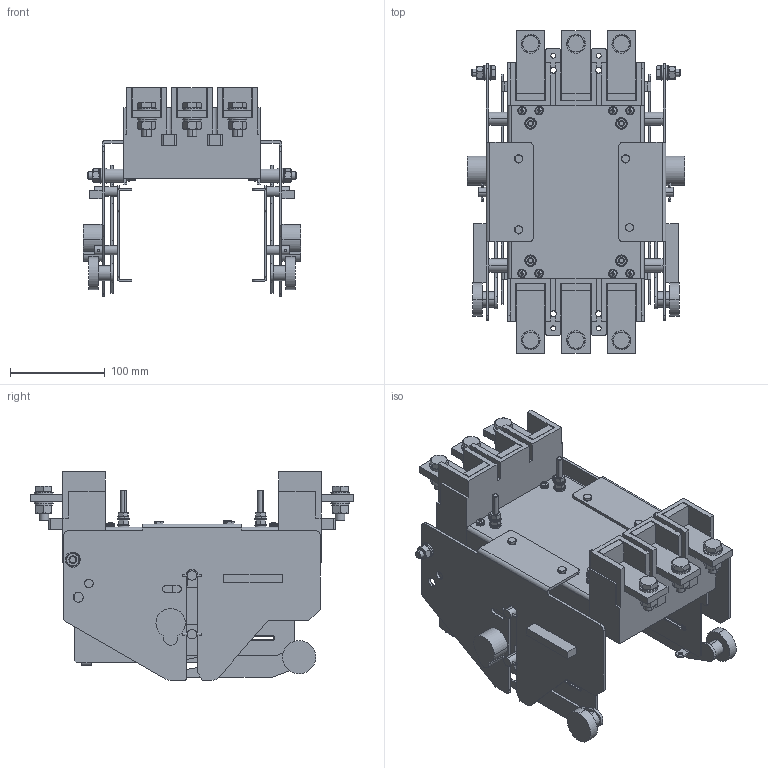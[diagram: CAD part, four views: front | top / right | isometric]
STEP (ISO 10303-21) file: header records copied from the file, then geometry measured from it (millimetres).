
FILE_DESCRIPTION (( 'STEP AP214' ), '1' );
FILE_NAME ('mccb-3-dod33F-400A.ÃÌ Ïàíåëü âûêàòíàÿ AV POWER-3-3 400 ïåðåäíåãî ïðèñîåä..STEP', '2024-12-17T10:49:22', ( '' ), ( '' ), 'SwSTEP 2.0', 'SolidWorks 2021', '' );
FILE_SCHEMA (( 'AUTOMOTIVE_DESIGN' ));
Length unit declared in the file: millimetre
Products named in the file (1): mccb-3-dod33F-400A.ÃÌ Ïàíåëü âûêàòíàÿ AV POWER-3-3 400 ïåðåäíåãî ïðèñîåä.
Bounding box: 230 x 341 x 220.5 mm (x, y, z)
Volume: 1758599.9 mm3; surface area: 668256.6 mm2
Topology: 155 solids, 155 shells, 2910 faces, 6636 edges, 4076 vertices
Faces by surface type: plane 1428, cylinder 682, cone 640, torus 144, sphere 16
Entity records: 95542 total; most frequent: CARTESIAN_POINT 26669, DIRECTION 13862, ORIENTED_EDGE 13224, EDGE_CURVE 6612, AXIS2_PLACEMENT_3D 5411, VERTEX_POINT 4076, EDGE_LOOP 3230, LINE 3040
